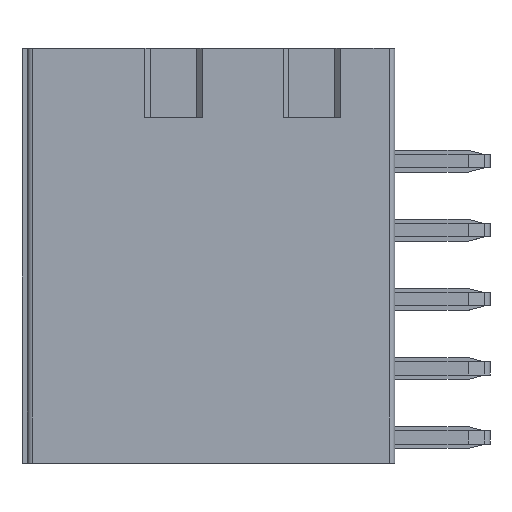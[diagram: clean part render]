
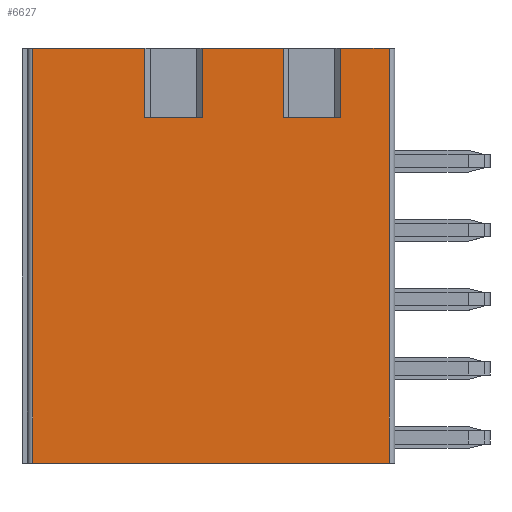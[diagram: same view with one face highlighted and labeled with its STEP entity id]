
A CAD part, top view. The second image highlights one B-rep face of the part: STEP entity #6627.
In plain terms, the highlighted planar face has unit normal (0, 0, 1).
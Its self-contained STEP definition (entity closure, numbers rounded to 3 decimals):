
#293=DIRECTION('',(0.,1.,0.));
#294=VECTOR('',#293,15.24);
#295=CARTESIAN_POINT('',(-13.3,-10.16,0.));
#296=LINE('',#295,#294);
#297=DIRECTION('',(0.,1.,0.));
#298=VECTOR('',#297,2.54);
#299=CARTESIAN_POINT('',(-9.18,2.54,0.));
#300=LINE('',#299,#298);
#301=DIRECTION('',(1.,0.,0.));
#302=VECTOR('',#301,2.1);
#303=CARTESIAN_POINT('',(-9.18,2.54,0.));
#304=LINE('',#303,#302);
#305=DIRECTION('',(0.,1.,0.));
#306=VECTOR('',#305,2.54);
#307=CARTESIAN_POINT('',(-7.08,2.54,0.));
#308=LINE('',#307,#306);
#309=DIRECTION('',(0.,1.,0.));
#310=VECTOR('',#309,2.54);
#311=CARTESIAN_POINT('',(-4.1,2.54,0.));
#312=LINE('',#311,#310);
#313=DIRECTION('',(1.,0.,0.));
#314=VECTOR('',#313,2.1);
#315=CARTESIAN_POINT('',(-4.1,2.54,0.));
#316=LINE('',#315,#314);
#317=DIRECTION('',(0.,1.,0.));
#318=VECTOR('',#317,2.54);
#319=CARTESIAN_POINT('',(-2.,2.54,0.));
#320=LINE('',#319,#318);
#321=DIRECTION('',(0.,1.,0.));
#322=VECTOR('',#321,15.24);
#323=CARTESIAN_POINT('',(-0.2,-10.16,0.));
#324=LINE('',#323,#322);
#1548=DIRECTION('',(1.,0.,0.));
#1549=VECTOR('',#1548,13.1);
#1550=CARTESIAN_POINT('',(-13.3,-10.16,0.));
#1551=LINE('',#1550,#1549);
#2323=DIRECTION('',(1.,0.,0.));
#2324=VECTOR('',#2323,2.98);
#2325=CARTESIAN_POINT('',(-7.08,5.08,0.));
#2326=LINE('',#2325,#2324);
#2339=DIRECTION('',(1.,0.,0.));
#2340=VECTOR('',#2339,4.12);
#2341=CARTESIAN_POINT('',(-13.3,5.08,0.));
#2342=LINE('',#2341,#2340);
#2428=DIRECTION('',(1.,0.,0.));
#2429=VECTOR('',#2428,1.8);
#2430=CARTESIAN_POINT('',(-2.,5.08,0.));
#2431=LINE('',#2430,#2429);
#5086=CARTESIAN_POINT('',(-13.3,5.08,0.));
#5087=VERTEX_POINT('',#5086);
#5088=CARTESIAN_POINT('',(-0.2,5.08,0.));
#5090=VERTEX_POINT('',#5088);
#5169=CARTESIAN_POINT('',(-4.1,5.08,0.));
#5171=VERTEX_POINT('',#5169);
#5172=CARTESIAN_POINT('',(-2.,5.08,0.));
#5174=VERTEX_POINT('',#5172);
#5180=CARTESIAN_POINT('',(-9.18,5.08,0.));
#5181=VERTEX_POINT('',#5180);
#5182=CARTESIAN_POINT('',(-7.08,5.08,0.));
#5183=VERTEX_POINT('',#5182);
#5201=CARTESIAN_POINT('',(-4.1,2.54,0.));
#5203=VERTEX_POINT('',#5201);
#5204=CARTESIAN_POINT('',(-2.,2.54,0.));
#5206=VERTEX_POINT('',#5204);
#5212=CARTESIAN_POINT('',(-9.18,2.54,0.));
#5213=VERTEX_POINT('',#5212);
#5214=CARTESIAN_POINT('',(-7.08,2.54,0.));
#5215=VERTEX_POINT('',#5214);
#5766=CARTESIAN_POINT('',(-13.3,-10.16,0.));
#5767=VERTEX_POINT('',#5766);
#5768=CARTESIAN_POINT('',(-0.2,-10.16,0.));
#5769=VERTEX_POINT('',#5768);
#6597=CARTESIAN_POINT('',(-13.3,0.,0.));
#6598=DIRECTION('',(0.,0.,1.));
#6599=DIRECTION('',(1.,0.,0.));
#6600=AXIS2_PLACEMENT_3D('',#6597,#6598,#6599);
#6601=PLANE('',#6600);
#6603=ORIENTED_EDGE('',*,*,#6602,.F.);
#6605=ORIENTED_EDGE('',*,*,#6604,.F.);
#6606=ORIENTED_EDGE('',*,*,#6587,.T.);
#6608=ORIENTED_EDGE('',*,*,#6607,.T.);
#6610=ORIENTED_EDGE('',*,*,#6609,.F.);
#6612=ORIENTED_EDGE('',*,*,#6611,.T.);
#6614=ORIENTED_EDGE('',*,*,#6613,.T.);
#6616=ORIENTED_EDGE('',*,*,#6615,.T.);
#6618=ORIENTED_EDGE('',*,*,#6617,.F.);
#6620=ORIENTED_EDGE('',*,*,#6619,.T.);
#6622=ORIENTED_EDGE('',*,*,#6621,.T.);
#6624=ORIENTED_EDGE('',*,*,#6623,.T.);
#6625=EDGE_LOOP('',(#6603,#6605,#6606,#6608,#6610,#6612,#6614,#6616,#6618,#6620,
#6622,#6624));
#6626=FACE_OUTER_BOUND('',#6625,.F.);
#6587=EDGE_CURVE('',#5767,#5087,#296,.T.);
#6602=EDGE_CURVE('',#5769,#5090,#324,.T.);
#6604=EDGE_CURVE('',#5767,#5769,#1551,.T.);
#6607=EDGE_CURVE('',#5087,#5181,#2342,.T.);
#6609=EDGE_CURVE('',#5213,#5181,#300,.T.);
#6611=EDGE_CURVE('',#5213,#5215,#304,.T.);
#6613=EDGE_CURVE('',#5215,#5183,#308,.T.);
#6615=EDGE_CURVE('',#5183,#5171,#2326,.T.);
#6617=EDGE_CURVE('',#5203,#5171,#312,.T.);
#6619=EDGE_CURVE('',#5203,#5206,#316,.T.);
#6621=EDGE_CURVE('',#5206,#5174,#320,.T.);
#6623=EDGE_CURVE('',#5174,#5090,#2431,.T.);
#6627=ADVANCED_FACE('',(#6626),#6601,.T.);
